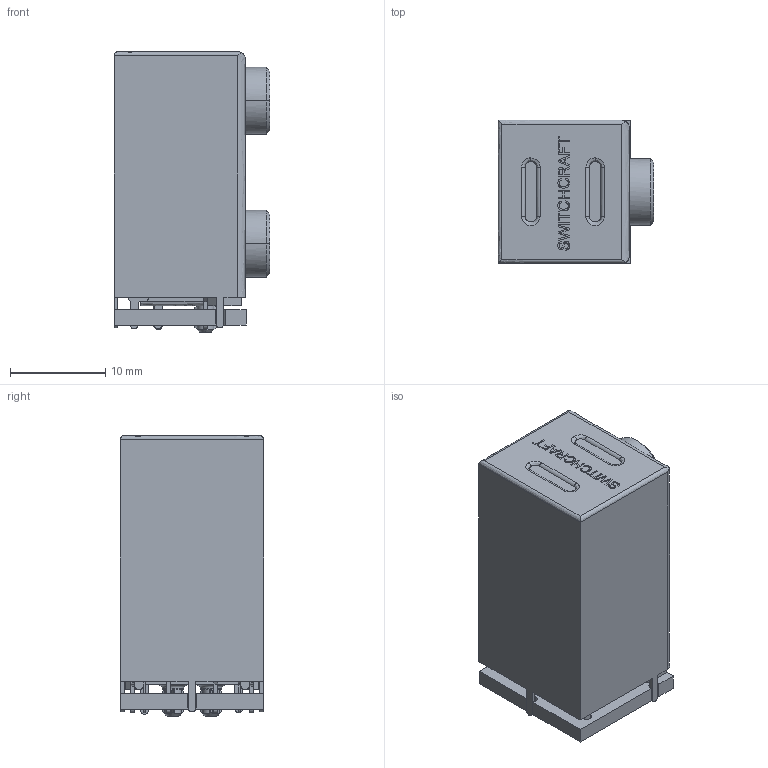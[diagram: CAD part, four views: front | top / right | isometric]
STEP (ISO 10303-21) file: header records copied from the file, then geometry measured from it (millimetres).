
FILE_DESCRIPTION(('KiCad electronic assembly'),'2;1');
FILE_NAME('35RAPC7JS_SIMPLIFIED.step','2022-01-21T14:08:54',('Pcbnew'),( 'Kicad'),'Open CASCADE STEP processor 7.5','KiCad to STEP converter' ,'Unknown');
FILE_SCHEMA(('AUTOMOTIVE_DESIGN { 1 0 10303 214 1 1 1 1 }'));
Length unit declared in the file: millimetre
Products named in the file (4): 35RAPC7JS_SIMPLIFIED 1; 35RAPC7JS; SOLID; IO_3.5_35RAPC7JS PCB
Assembly tree (3 placements, depth 3):
  35RAPC7JS_SIMPLIFIED 1
    35RAPC7JS
      SOLID
    IO_3.5_35RAPC7JS PCB
Bounding box: 16.37 x 15.04 x 29.46 mm (x, y, z)
Volume: 5521.7 mm3; surface area: 3475.6 mm2
Topology: 2 solids, 2 shells, 408 faces, 1081 edges, 704 vertices
Faces by surface type: bspline 383, cylinder 16, plane 9
Full cylindrical faces by diameter (mm): 1.09 x8, 2.01 x2
Entity records: 29242 total; most frequent: CARTESIAN_POINT 14854, B_SPLINE_CURVE_WITH_KNOTS 2708, ORIENTED_EDGE 2162, PCURVE 2162, DEFINITIONAL_REPRESENTATION 2162, EDGE_CURVE 1081, SURFACE_CURVE 1071, VERTEX_POINT 704
